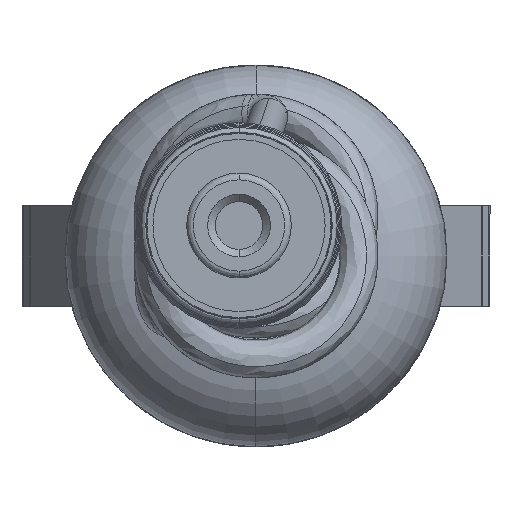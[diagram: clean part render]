
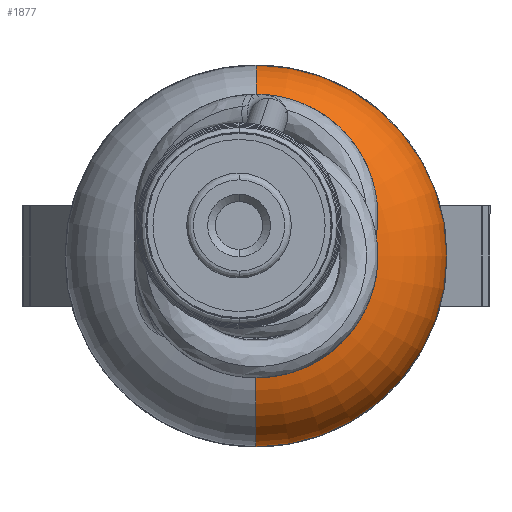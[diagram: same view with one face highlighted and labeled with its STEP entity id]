
A CAD part, left-side view. The second image highlights one B-rep face of the part: STEP entity #1877.
In plain terms, the highlighted toroidal (fillet/blend) face has major radius 5.535 mm and minor radius 4.5 mm.
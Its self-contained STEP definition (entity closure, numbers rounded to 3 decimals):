
#97 = CARTESIAN_POINT ( 'NONE',  ( 285.346, -0.892, 3.932 ) ) ;
#290 = ORIENTED_EDGE ( 'NONE', *, *, #4879, .F. ) ;
#591 = CARTESIAN_POINT ( 'NONE',  ( 280.846, -0.892, 3.932 ) ) ;
#1017 = DIRECTION ( 'NONE',  ( 0., 0., 1. ) ) ;
#1031 = VERTEX_POINT ( 'NONE', #591 ) ;
#1076 = EDGE_LOOP ( 'NONE', ( #15087, #21055, #290, #17475 ) ) ;
#1877 = ADVANCED_FACE ( 'NONE', ( #14049 ), #11462, .T. ) ;
#2309 = CIRCLE ( 'NONE', #11894, 10.035 ) ;
#2633 = DIRECTION ( 'NONE',  ( 0., 0., -1. ) ) ;
#2759 = DIRECTION ( 'NONE',  ( 0., 0., 1. ) ) ;
#3130 = AXIS2_PLACEMENT_3D ( 'NONE', #5858, #9291, #2759 ) ;
#3470 = VERTEX_POINT ( 'NONE', #17346 ) ;
#4368 = CARTESIAN_POINT ( 'NONE',  ( 285.346, -0.892, -1.603 ) ) ;
#4879 = EDGE_CURVE ( 'NONE', #3470, #6236, #2309, .T. ) ;
#5858 = CARTESIAN_POINT ( 'NONE',  ( 285.346, -0.892, -1.603 ) ) ;
#6236 = VERTEX_POINT ( 'NONE', #15214 ) ;
#6521 = DIRECTION ( 'NONE',  ( 0., 0., 1. ) ) ;
#7557 = AXIS2_PLACEMENT_3D ( 'NONE', #16352, #11501, #6521 ) ;
#7729 = DIRECTION ( 'NONE',  ( 1., 0., 0. ) ) ;
#8210 = DIRECTION ( 'NONE',  ( 0., 1., 0. ) ) ;
#9291 = DIRECTION ( 'NONE',  ( 1., 0., 0. ) ) ;
#9491 = CIRCLE ( 'NONE', #16367, 4.5 ) ;
#9566 = AXIS2_PLACEMENT_3D ( 'NONE', #17408, #12424, #2633 ) ;
#11462 = TOROIDAL_SURFACE ( 'NONE', #3130, 5.535, 4.5 ) ;
#11501 = DIRECTION ( 'NONE',  ( 1., 0., 0. ) ) ;
#11641 = EDGE_CURVE ( 'NONE', #1031, #18327, #19829, .T. ) ;
#11894 = AXIS2_PLACEMENT_3D ( 'NONE', #4368, #7729, #1017 ) ;
#12114 = EDGE_CURVE ( 'NONE', #1031, #3470, #9491, .T. ) ;
#12409 = EDGE_CURVE ( 'NONE', #18327, #6236, #17954, .T. ) ;
#12424 = DIRECTION ( 'NONE',  ( 0., -1., 0. ) ) ;
#14049 = FACE_OUTER_BOUND ( 'NONE', #1076, .T. ) ;
#15087 = ORIENTED_EDGE ( 'NONE', *, *, #11641, .T. ) ;
#15214 = CARTESIAN_POINT ( 'NONE',  ( 285.346, -0.892, -11.638 ) ) ;
#16352 = CARTESIAN_POINT ( 'NONE',  ( 280.846, -0.892, -1.603 ) ) ;
#16367 = AXIS2_PLACEMENT_3D ( 'NONE', #97, #8210, #18303 ) ;
#16806 = CARTESIAN_POINT ( 'NONE',  ( 280.846, -0.892, -7.138 ) ) ;
#17346 = CARTESIAN_POINT ( 'NONE',  ( 285.346, -0.892, 8.432 ) ) ;
#17408 = CARTESIAN_POINT ( 'NONE',  ( 285.346, -0.892, -7.138 ) ) ;
#17475 = ORIENTED_EDGE ( 'NONE', *, *, #12114, .F. ) ;
#17954 = CIRCLE ( 'NONE', #9566, 4.5 ) ;
#18303 = DIRECTION ( 'NONE',  ( 0., 0., 1. ) ) ;
#18327 = VERTEX_POINT ( 'NONE', #16806 ) ;
#19829 = CIRCLE ( 'NONE', #7557, 5.535 ) ;
#21055 = ORIENTED_EDGE ( 'NONE', *, *, #12409, .T. ) ;
